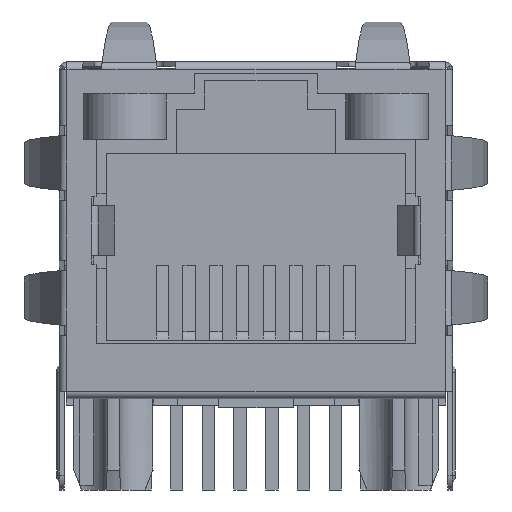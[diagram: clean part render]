
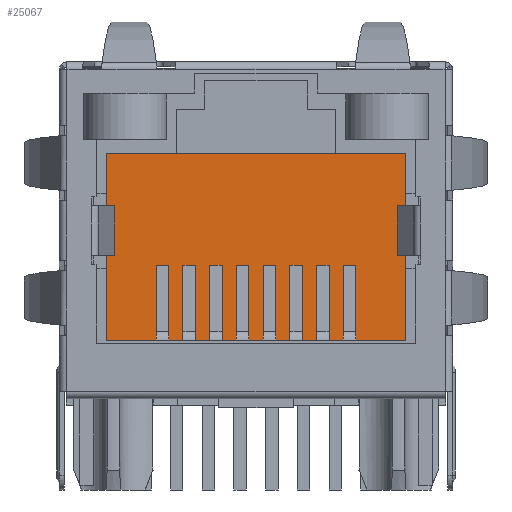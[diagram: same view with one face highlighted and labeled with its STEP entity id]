
A CAD part, front view. The second image highlights one B-rep face of the part: STEP entity #25067.
In plain terms, the highlighted planar face has unit normal (0, -1, 0).
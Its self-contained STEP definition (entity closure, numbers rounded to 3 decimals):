
#1408=LINE('',#33533,#3280);
#1409=LINE('',#33536,#3281);
#1410=LINE('',#33538,#3282);
#1411=LINE('',#33540,#3283);
#3280=VECTOR('',#28312,1000.);
#3281=VECTOR('',#28313,1000.);
#3282=VECTOR('',#28314,1000.);
#3283=VECTOR('',#28315,1000.);
#5672=ORIENTED_EDGE('',*,*,#10646,.F.);
#5673=ORIENTED_EDGE('',*,*,#10647,.F.);
#5674=ORIENTED_EDGE('',*,*,#10648,.F.);
#5675=ORIENTED_EDGE('',*,*,#10649,.F.);
#10646=EDGE_CURVE('',#13148,#13149,#1408,.T.);
#10647=EDGE_CURVE('',#13150,#13148,#1409,.T.);
#10648=EDGE_CURVE('',#13151,#13150,#1410,.T.);
#10649=EDGE_CURVE('',#13149,#13151,#1411,.T.);
#13148=VERTEX_POINT('',#33534);
#13149=VERTEX_POINT('',#33535);
#13150=VERTEX_POINT('',#33537);
#13151=VERTEX_POINT('',#33539);
#14935=EDGE_LOOP('',(#5672,#5673,#5674,#5675));
#16061=FACE_BOUND('',#14935,.T.);
#17129=PLANE('',#26159);
#25067=ADVANCED_FACE('',(#16061),#17129,.F.);
#26159=AXIS2_PLACEMENT_3D('',#33532,#28310,#28311);
#28310=DIRECTION('',(0.,1.,0.));
#28311=DIRECTION('',(-1.,0.,0.));
#28312=DIRECTION('',(0.,0.,-1.));
#28313=DIRECTION('',(1.,0.,0.));
#28314=DIRECTION('',(0.,0.,1.));
#28315=DIRECTION('',(-1.,0.,0.));
#33532=CARTESIAN_POINT('',(0.,-1.35,0.));
#33533=CARTESIAN_POINT('',(6.,-1.35,10.1));
#33534=CARTESIAN_POINT('',(6.,-1.35,10.1));
#33535=CARTESIAN_POINT('',(6.,-1.35,2.6));
#33536=CARTESIAN_POINT('',(-6.,-1.35,10.1));
#33537=CARTESIAN_POINT('',(-6.,-1.35,10.1));
#33538=CARTESIAN_POINT('',(-6.,-1.35,2.6));
#33539=CARTESIAN_POINT('',(-6.,-1.35,2.6));
#33540=CARTESIAN_POINT('',(6.,-1.35,2.6));
